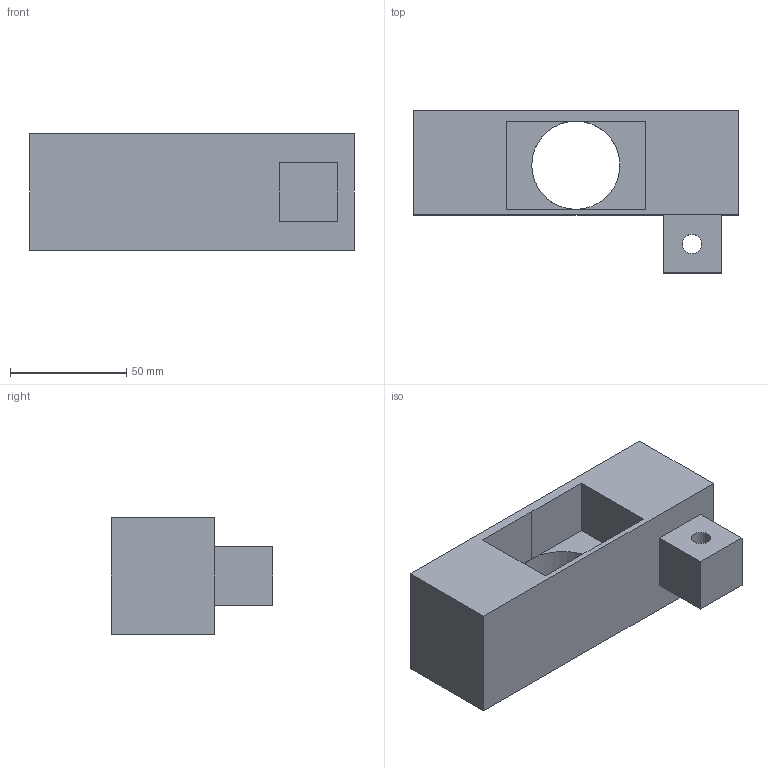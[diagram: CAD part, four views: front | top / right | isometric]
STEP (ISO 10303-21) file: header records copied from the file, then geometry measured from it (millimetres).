
FILE_DESCRIPTION(('STEP AP214'), '1');
FILE_NAME('Ïðèñòðîéêà êàðåòêè', '', ('UNSPECIFIED'), ('UNSPECIFIED'), 'C3D Converter', 'C3D Toolkit', '');
FILE_SCHEMA(('AUTOMOTIVE_DESIGN { 1 0 10303 214 3 1 1}'));
Length unit declared in the file: millimetre
Bounding box: 140 x 69.8 x 50 mm (x, y, z)
Surface area: 41248.5 mm2 (no closed solid volume)
Topology: 0 solids, 1 shells, 32 faces, 69 edges, 43 vertices
Faces by surface type: plane 24, cylinder 8
Full cylindrical faces by diameter (mm): 8.3 x5, 38 x1
Entity records: 881 total; most frequent: DIRECTION 145, CARTESIAN_POINT 143, ORIENTED_EDGE 127, EDGE_CURVE 64, AXIS2_PLACEMENT_3D 49, LINE 47, VECTOR 47, EDGE_LOOP 46
